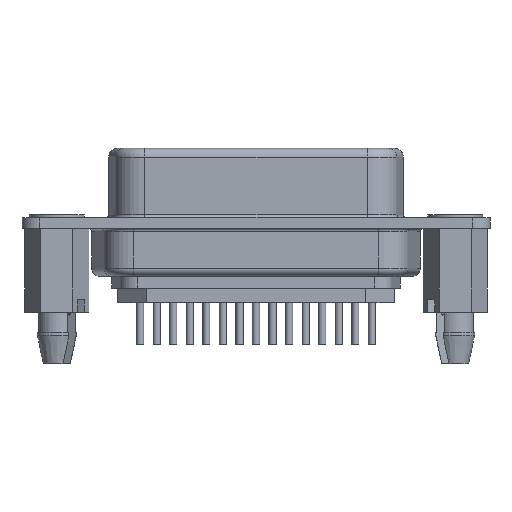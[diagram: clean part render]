
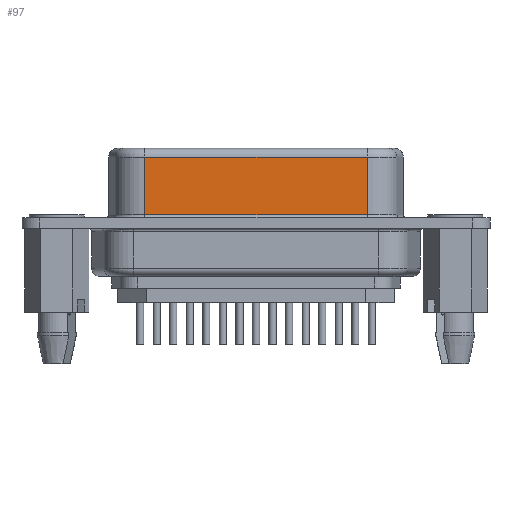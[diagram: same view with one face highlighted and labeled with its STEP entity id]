
A CAD part, front view. The second image highlights one B-rep face of the part: STEP entity #97.
In plain terms, the highlighted planar face has unit normal (0, -1, 0).
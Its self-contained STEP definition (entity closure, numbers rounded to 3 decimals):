
#97 = ADVANCED_FACE ( 'NONE', ( #11300 ), #6223, .F. ) ;
#2464 = LINE ( 'NONE', #2862, #2469 ) ;
#2469 = VECTOR ( 'NONE', #2857, 1000. ) ;
#2517 = LINE ( 'NONE', #2965, #2520 ) ;
#2520 = VECTOR ( 'NONE', #2964, 1000. ) ;
#2857 = DIRECTION ( 'NONE',  ( 0., 0., -1. ) ) ;
#2862 = CARTESIAN_POINT ( 'NONE',  ( -9.319, -3.95, 6.25 ) ) ;
#2964 = DIRECTION ( 'NONE',  ( -1., 0., 0. ) ) ;
#2965 = CARTESIAN_POINT ( 'NONE',  ( -9.319, -3.95, 5.5 ) ) ;
#3773 = LINE ( 'NONE', #4535, #3774 ) ;
#3774 = VECTOR ( 'NONE', #4540, 1000. ) ;
#4234 = LINE ( 'NONE', #5615, #4236 ) ;
#4236 = VECTOR ( 'NONE', #5616, 1000. ) ;
#4517 = CARTESIAN_POINT ( 'NONE',  ( -9.319, -3.95, 0.7 ) ) ;
#4535 = CARTESIAN_POINT ( 'NONE',  ( 9.319, -3.95, 6.25 ) ) ;
#4540 = DIRECTION ( 'NONE',  ( 0., 0., -1. ) ) ;
#4623 = CARTESIAN_POINT ( 'NONE',  ( -9.319, -3.95, 5.5 ) ) ;
#4747 = CARTESIAN_POINT ( 'NONE',  ( 9.319, -3.95, 0.7 ) ) ;
#4886 = CARTESIAN_POINT ( 'NONE',  ( 9.319, -3.95, 5.5 ) ) ;
#5615 = CARTESIAN_POINT ( 'NONE',  ( 9.319, -3.95, 0.7 ) ) ;
#5616 = DIRECTION ( 'NONE',  ( 1., 0., 0. ) ) ;
#6214 = DIRECTION ( 'NONE',  ( 0., 0., 1. ) ) ;
#6219 = CARTESIAN_POINT ( 'NONE',  ( -9.319, -3.95, 6.25 ) ) ;
#6221 = DIRECTION ( 'NONE',  ( 0., 1., 0. ) ) ;
#6223 = PLANE ( 'NONE',  #8794 ) ;
#8361 = EDGE_CURVE ( 'NONE', #9280, #9153, #2464, .T. ) ;
#8406 = EDGE_CURVE ( 'NONE', #9546, #9280, #2517, .T. ) ;
#8794 = AXIS2_PLACEMENT_3D ( 'NONE', #6219, #6221, #6214 ) ;
#9153 = VERTEX_POINT ( 'NONE', #4517 ) ;
#9177 = EDGE_CURVE ( 'NONE', #9546, #9413, #3773, .T. ) ;
#9280 = VERTEX_POINT ( 'NONE', #4623 ) ;
#9413 = VERTEX_POINT ( 'NONE', #4747 ) ;
#9546 = VERTEX_POINT ( 'NONE', #4886 ) ;
#10341 = EDGE_CURVE ( 'NONE', #9153, #9413, #4234, .T. ) ;
#10617 = ORIENTED_EDGE ( 'NONE', *, *, #9177, .F. ) ;
#10742 = ORIENTED_EDGE ( 'NONE', *, *, #10341, .T. ) ;
#10857 = EDGE_LOOP ( 'NONE', ( #11394, #10742, #10617, #11272 ) ) ;
#11272 = ORIENTED_EDGE ( 'NONE', *, *, #8406, .T. ) ;
#11300 = FACE_OUTER_BOUND ( 'NONE', #10857, .T. ) ;
#11394 = ORIENTED_EDGE ( 'NONE', *, *, #8361, .T. ) ;
